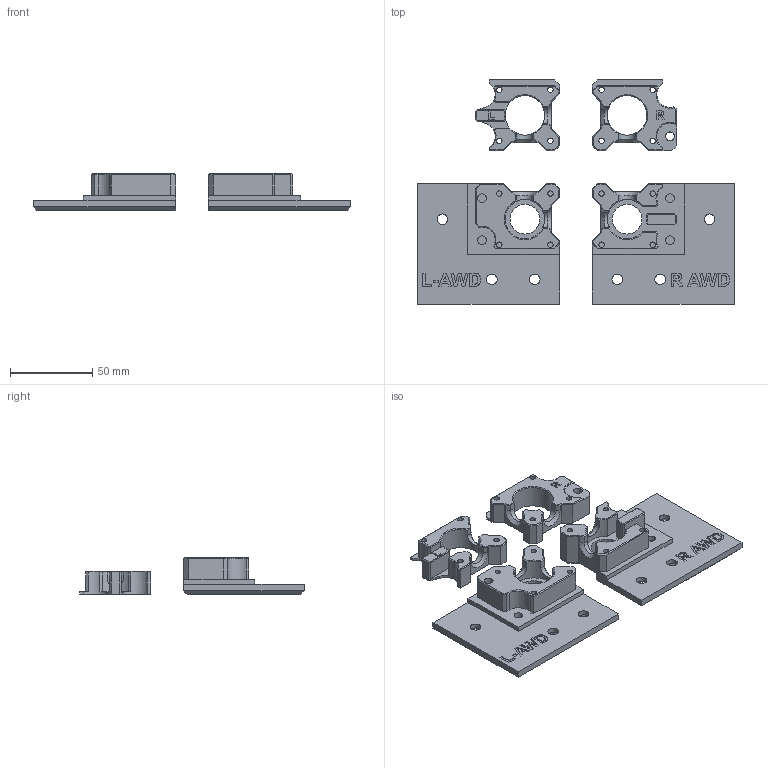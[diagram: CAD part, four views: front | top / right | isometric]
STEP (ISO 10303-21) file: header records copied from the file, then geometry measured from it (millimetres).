
FILE_DESCRIPTION(/* description */ (''),/* implementation_level */ '2;1');
FILE_NAME(/* name */ 'BRS-AWD-stock.step',/* time_stamp */ '2023-10-04T18:38:09+02:00',/* author */ (''),/* organization */ (''),/* preprocessor_version */ 'ST-DEVELOPER v20',/* originating_system */ 'Autodesk Translation Framework v12.14.0.127',/* authorisation */ '');
FILE_SCHEMA (('AUTOMOTIVE_DESIGN { 1 0 10303 214 3 1 1 }'));
Length unit declared in the file: millimetre
Products named in the file (5): xy_motor_cage_top_left_3.1; xy_motor_cage_top_L; xy_motor_cage_bottom_L; xy_motor_cage_bottom_R; xy_motor_cage_top_R
Assembly tree (4 placements, depth 2):
  xy_motor_cage_top_left_3.1
    xy_motor_cage_top_L
    xy_motor_cage_bottom_L
    xy_motor_cage_bottom_R
    xy_motor_cage_top_R
Bounding box: 192 x 136 x 22 mm (x, y, z)
Volume: 124198.9 mm3; surface area: 51771.8 mm2
Topology: 4 solids, 4 shells, 638 faces, 1570 edges, 982 vertices
Faces by surface type: plane 478, bspline 64, cylinder 59, cone 37
Full cylindrical faces by diameter (mm): 3.3 x16, 5.3 x5, 6.25 x8, 6.4 x6, 18 x2, 24 x3
Entity records: 19296 total; most frequent: CARTESIAN_POINT 4481, ORIENTED_EDGE 3140, DIRECTION 2742, EDGE_CURVE 1570, LINE 1232, VECTOR 1232, VERTEX_POINT 982, AXIS2_PLACEMENT_3D 755
